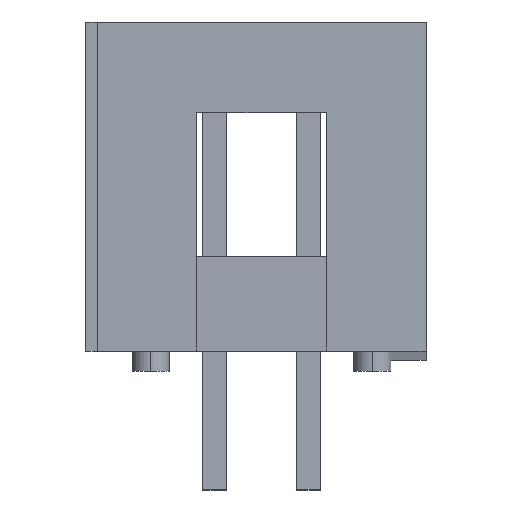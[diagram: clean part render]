
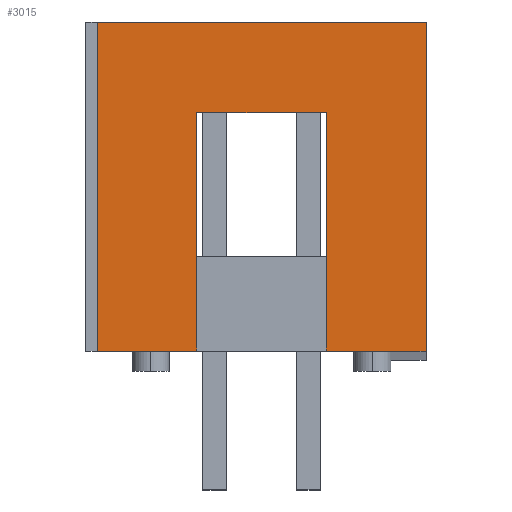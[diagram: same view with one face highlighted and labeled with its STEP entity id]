
A CAD part, left-side view. The second image highlights one B-rep face of the part: STEP entity #3015.
In plain terms, the highlighted planar face has unit normal (-1, 0, 0).
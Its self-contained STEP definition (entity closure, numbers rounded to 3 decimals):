
#6 = ORIENTED_EDGE ( 'NONE', *, *, #426, .T. ) ;
#426 = EDGE_CURVE ( 'NONE', #4207, #5594, #5195, .T. ) ;
#547 = VERTEX_POINT ( 'NONE', #8968 ) ;
#597 = VERTEX_POINT ( 'NONE', #2181 ) ;
#631 = AXIS2_PLACEMENT_3D ( 'NONE', #6899, #2638, #7619 ) ;
#724 = CARTESIAN_POINT ( 'NONE',  ( -5.08, 5.72, 0.56 ) ) ;
#781 = LINE ( 'NONE', #7085, #6464 ) ;
#793 = LINE ( 'NONE', #5572, #4380 ) ;
#834 = EDGE_CURVE ( 'NONE', #5027, #3876, #2835, .T. ) ;
#849 = EDGE_CURVE ( 'NONE', #597, #3876, #8501, .T. ) ;
#1181 = VERTEX_POINT ( 'NONE', #8552 ) ;
#1381 = CARTESIAN_POINT ( 'NONE',  ( -5.08, 1.27, 7.01 ) ) ;
#1502 = ORIENTED_EDGE ( 'NONE', *, *, #834, .F. ) ;
#1629 = VECTOR ( 'NONE', #6693, 1000. ) ;
#1641 = LINE ( 'NONE', #4383, #3307 ) ;
#1835 = EDGE_LOOP ( 'NONE', ( #2757, #3791, #5341, #6, #2502, #5716, #2996, #1502 ) ) ;
#2181 = CARTESIAN_POINT ( 'NONE',  ( -5.08, -3.18, 9.46 ) ) ;
#2502 = ORIENTED_EDGE ( 'NONE', *, *, #6065, .F. ) ;
#2552 = CARTESIAN_POINT ( 'NONE',  ( -5.08, 5.72, 5.01 ) ) ;
#2638 = DIRECTION ( 'NONE',  ( -1., 0., 0. ) ) ;
#2757 = ORIENTED_EDGE ( 'NONE', *, *, #3374, .F. ) ;
#2835 = LINE ( 'NONE', #2552, #6620 ) ;
#2844 = DIRECTION ( 'NONE',  ( 0., -1., 0. ) ) ;
#2996 = ORIENTED_EDGE ( 'NONE', *, *, #849, .T. ) ;
#3015 = ADVANCED_FACE ( 'NONE', ( #6984 ), #4052, .T. ) ;
#3063 = CARTESIAN_POINT ( 'NONE',  ( -5.08, -0.48, 7.01 ) ) ;
#3307 = VECTOR ( 'NONE', #5104, 1000. ) ;
#3374 = EDGE_CURVE ( 'NONE', #547, #5027, #1641, .T. ) ;
#3483 = LINE ( 'NONE', #6548, #7034 ) ;
#3773 = VERTEX_POINT ( 'NONE', #8956 ) ;
#3791 = ORIENTED_EDGE ( 'NONE', *, *, #8421, .T. ) ;
#3849 = LINE ( 'NONE', #1381, #7407 ) ;
#3876 = VERTEX_POINT ( 'NONE', #6210 ) ;
#3990 = DIRECTION ( 'NONE',  ( 0., 1., 0. ) ) ;
#4052 = PLANE ( 'NONE',  #631 ) ;
#4207 = VERTEX_POINT ( 'NONE', #3063 ) ;
#4380 = VECTOR ( 'NONE', #8424, 1000. ) ;
#4383 = CARTESIAN_POINT ( 'NONE',  ( -5.08, 1.42, 0.56 ) ) ;
#5027 = VERTEX_POINT ( 'NONE', #724 ) ;
#5104 = DIRECTION ( 'NONE',  ( 0., 1., 0. ) ) ;
#5195 = LINE ( 'NONE', #5994, #1629 ) ;
#5341 = ORIENTED_EDGE ( 'NONE', *, *, #7989, .T. ) ;
#5572 = CARTESIAN_POINT ( 'NONE',  ( -5.08, 3.02, 5.01 ) ) ;
#5594 = VERTEX_POINT ( 'NONE', #5754 ) ;
#5716 = ORIENTED_EDGE ( 'NONE', *, *, #5857, .F. ) ;
#5754 = CARTESIAN_POINT ( 'NONE',  ( -5.08, -0.48, 0.56 ) ) ;
#5857 = EDGE_CURVE ( 'NONE', #597, #1181, #781, .T. ) ;
#5994 = CARTESIAN_POINT ( 'NONE',  ( -5.08, -0.48, 5.01 ) ) ;
#6065 = EDGE_CURVE ( 'NONE', #1181, #5594, #3483, .T. ) ;
#6123 = CARTESIAN_POINT ( 'NONE',  ( -5.08, 1.27, 9.46 ) ) ;
#6210 = CARTESIAN_POINT ( 'NONE',  ( -5.08, 5.72, 9.46 ) ) ;
#6464 = VECTOR ( 'NONE', #9226, 1000. ) ;
#6548 = CARTESIAN_POINT ( 'NONE',  ( -5.08, 1.42, 0.56 ) ) ;
#6620 = VECTOR ( 'NONE', #7536, 1000. ) ;
#6693 = DIRECTION ( 'NONE',  ( 0., 0., -1. ) ) ;
#6899 = CARTESIAN_POINT ( 'NONE',  ( -5.08, 5.72, 0.56 ) ) ;
#6984 = FACE_OUTER_BOUND ( 'NONE', #1835, .T. ) ;
#7034 = VECTOR ( 'NONE', #8681, 1000. ) ;
#7085 = CARTESIAN_POINT ( 'NONE',  ( -5.08, -3.18, 4.885 ) ) ;
#7407 = VECTOR ( 'NONE', #2844, 1000. ) ;
#7536 = DIRECTION ( 'NONE',  ( 0., 0., 1. ) ) ;
#7619 = DIRECTION ( 'NONE',  ( 0., -1., 0. ) ) ;
#7989 = EDGE_CURVE ( 'NONE', #3773, #4207, #3849, .T. ) ;
#8293 = VECTOR ( 'NONE', #3990, 1000. ) ;
#8421 = EDGE_CURVE ( 'NONE', #547, #3773, #793, .T. ) ;
#8424 = DIRECTION ( 'NONE',  ( 0., 0., 1. ) ) ;
#8501 = LINE ( 'NONE', #6123, #8293 ) ;
#8552 = CARTESIAN_POINT ( 'NONE',  ( -5.08, -3.18, 0.56 ) ) ;
#8681 = DIRECTION ( 'NONE',  ( 0., 1., 0. ) ) ;
#8956 = CARTESIAN_POINT ( 'NONE',  ( -5.08, 3.02, 7.01 ) ) ;
#8968 = CARTESIAN_POINT ( 'NONE',  ( -5.08, 3.02, 0.56 ) ) ;
#9226 = DIRECTION ( 'NONE',  ( 0., 0., -1. ) ) ;
